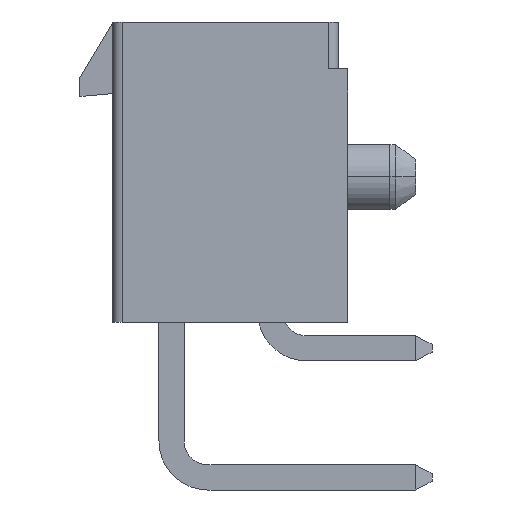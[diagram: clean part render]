
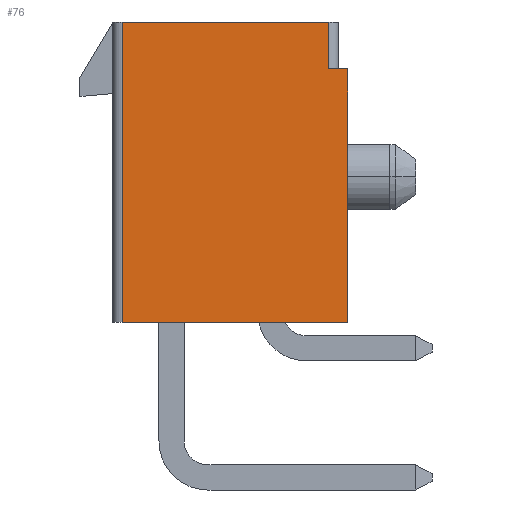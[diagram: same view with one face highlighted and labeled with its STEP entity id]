
A CAD part, left-side view. The second image highlights one B-rep face of the part: STEP entity #76.
In plain terms, the highlighted planar face has unit normal (-1, 0, 0).
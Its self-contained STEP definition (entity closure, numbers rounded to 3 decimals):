
#76=ADVANCED_FACE('',(#262),#263,.T.);
#262=FACE_OUTER_BOUND('',#603,.T.);
#263=PLANE('',#604);
#603=EDGE_LOOP('',(#1033,#1034,#1035,#1036,#1037,#1038));
#604=AXIS2_PLACEMENT_3D('',#1039,#1040,#1041);
#1033=ORIENTED_EDGE('',*,*,#2194,.T.);
#1034=ORIENTED_EDGE('',*,*,#2236,.F.);
#1035=ORIENTED_EDGE('',*,*,#2237,.F.);
#1036=ORIENTED_EDGE('',*,*,#2238,.T.);
#1037=ORIENTED_EDGE('',*,*,#2239,.T.);
#1038=ORIENTED_EDGE('',*,*,#2240,.T.);
#1039=CARTESIAN_POINT('',(-4.8,0.4,0.0));
#1040=DIRECTION('',(-1.0,0.0,0.0));
#1041=DIRECTION('',(0.0,0.0,1.0));
#2194=EDGE_CURVE('',#2634,#2632,#2635,.T.);
#2236=EDGE_CURVE('',#2710,#2632,#2712,.T.);
#2237=EDGE_CURVE('',#2713,#2710,#2714,.T.);
#2238=EDGE_CURVE('',#2713,#2715,#2716,.T.);
#2239=EDGE_CURVE('',#2715,#2717,#2718,.T.);
#2240=EDGE_CURVE('',#2717,#2634,#2719,.T.);
#2632=VERTEX_POINT('',#3273);
#2634=VERTEX_POINT('',#3275);
#2635=LINE('',#3276,#3277);
#2710=VERTEX_POINT('',#3388);
#2712=LINE('',#3390,#3391);
#2713=VERTEX_POINT('',#3392);
#2714=LINE('',#3393,#3394);
#2715=VERTEX_POINT('',#3395);
#2716=LINE('',#3396,#3397);
#2717=VERTEX_POINT('',#3398);
#2718=LINE('',#3399,#3400);
#2719=LINE('',#3401,#3402);
#3273=CARTESIAN_POINT('',(-4.8,9.6,0.0));
#3275=CARTESIAN_POINT('',(-4.8,0.8,0.0));
#3276=CARTESIAN_POINT('',(-4.8,0.8,0.0));
#3277=VECTOR('',#4217,8.8);
#3388=CARTESIAN_POINT('',(-4.8,9.6,-12.8));
#3390=CARTESIAN_POINT('',(-4.8,9.6,-12.8));
#3391=VECTOR('',#4269,12.8);
#3392=CARTESIAN_POINT('',(-4.8,0.0,-12.8));
#3393=CARTESIAN_POINT('',(-4.8,0.0,-12.8));
#3394=VECTOR('',#4270,9.6);
#3395=CARTESIAN_POINT('',(-4.8,0.0,-2.0));
#3396=CARTESIAN_POINT('',(-4.8,0.0,-12.8));
#3397=VECTOR('',#4271,10.8);
#3398=CARTESIAN_POINT('',(-4.8,0.8,-2.0));
#3399=CARTESIAN_POINT('',(-4.8,0.0,-2.0));
#3400=VECTOR('',#4272,0.8);
#3401=CARTESIAN_POINT('',(-4.8,0.8,-2.0));
#3402=VECTOR('',#4273,2.0);
#4217=DIRECTION('',(0.0,1.0,0.0));
#4269=DIRECTION('',(0.0,0.0,1.0));
#4270=DIRECTION('',(0.0,1.0,0.0));
#4271=DIRECTION('',(0.0,0.0,1.0));
#4272=DIRECTION('',(0.0,1.0,0.0));
#4273=DIRECTION('',(0.0,0.0,1.0));
